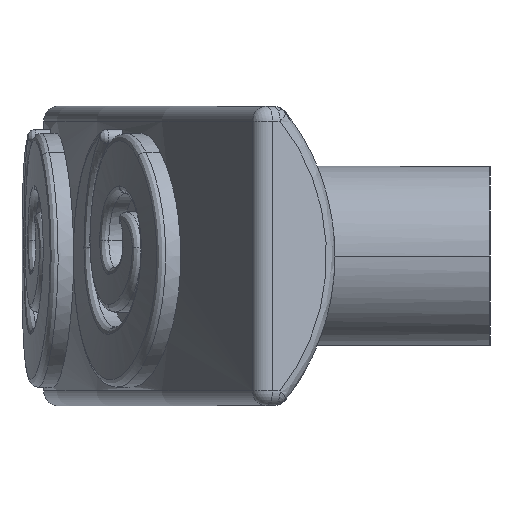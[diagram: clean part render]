
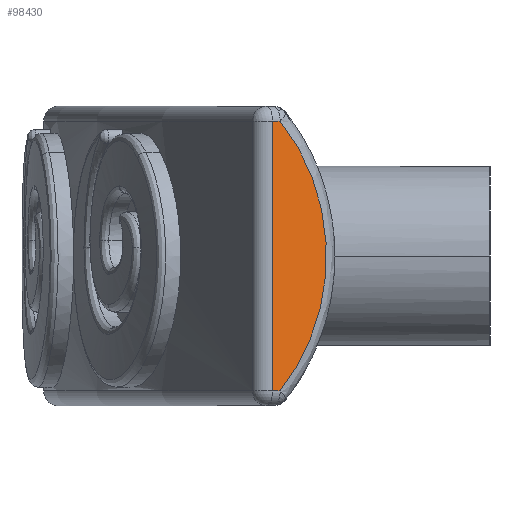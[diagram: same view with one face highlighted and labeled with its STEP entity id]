
A CAD part, left-side view. The second image highlights one B-rep face of the part: STEP entity #98430.
In plain terms, the highlighted planar face has unit normal (-0.899, -0.437, 0).
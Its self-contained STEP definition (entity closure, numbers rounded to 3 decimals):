
#97930=CARTESIAN_POINT('',(0.,-113.2,-12.)
);
#97940=DIRECTION('',(-0.899,-0.437,-0.));
#97950=DIRECTION('',(-0.437,0.899,0.));
#97960=AXIS2_PLACEMENT_3D('',#97930,#97940,#97950);
#97970=PLANE('',#97960);
#97980=CARTESIAN_POINT('',(-61.816,14.01,
9.));
#97990=CARTESIAN_POINT('',(-61.507,13.376,
8.212));
#98000=CARTESIAN_POINT('',(-61.241,12.827,
7.343));
#98010=CARTESIAN_POINT('',(-60.79,11.899,
5.431));
#98020=CARTESIAN_POINT('',(-60.612,11.534,
4.388));
#98030=CARTESIAN_POINT('',(-60.373,11.042,
2.226));
#98040=CARTESIAN_POINT('',(-60.313,10.918,
1.115));
#98050=CARTESIAN_POINT('',(-60.313,10.918,
-1.115));
#98060=CARTESIAN_POINT('',(-60.373,11.042,
-2.226));
#98070=CARTESIAN_POINT('',(-60.612,11.534,
-4.388));
#98080=CARTESIAN_POINT('',(-60.79,11.899,
-5.431));
#98090=CARTESIAN_POINT('',(-61.241,12.827,
-7.343));
#98100=CARTESIAN_POINT('',(-61.507,13.376,
-8.212));
#98110=CARTESIAN_POINT('',(-61.816,14.01,
-9.));
#98120=B_SPLINE_CURVE_WITH_KNOTS('',3,(#97980,#97990,#98000,#98010,
#98020,#98030,#98040,#98050,#98060,#98070,#98080,#98090,#98100,#98110),
.UNSPECIFIED.,.F.,.F.,(4,2,2,2,2,2,4),(10.572,13.859
,17.324,20.788,24.253,27.718,
31.005),.UNSPECIFIED.);
#98130=CARTESIAN_POINT('',(-61.816,14.01,9.));
#98140=VERTEX_POINT('',#98130);
#98150=CARTESIAN_POINT('',(-61.816,14.01,
-9.));
#98160=VERTEX_POINT('',#98150);
#98170=EDGE_CURVE('',#98140,#98160,#98120,.T.);
#98180=ORIENTED_EDGE('',*,*,#98170,.F.);
#98190=CARTESIAN_POINT('',(-54.795,-0.437,-9.));
#98200=DIRECTION('',(-0.437,0.899,0.));
#98210=VECTOR('',#98200,1.);
#98220=LINE('',#98190,#98210);
#98230=CARTESIAN_POINT('',(-62.061,14.516,-9.));
#98240=VERTEX_POINT('',#98230);
#98250=EDGE_CURVE('',#98160,#98240,#98220,.T.);
#98260=ORIENTED_EDGE('',*,*,#98250,.F.);
#98270=CARTESIAN_POINT('',(-62.061,14.516,0.));
#98280=DIRECTION('',(0.,-0.,1.));
#98290=VECTOR('',#98280,1.);
#98300=LINE('',#98270,#98290);
#98310=CARTESIAN_POINT('',(-62.061,14.516,9.));
#98320=VERTEX_POINT('',#98310);
#98330=EDGE_CURVE('',#98240,#98320,#98300,.T.);
#98340=ORIENTED_EDGE('',*,*,#98330,.F.);
#98350=CARTESIAN_POINT('',(-54.795,-0.437,9.));
#98360=DIRECTION('',(0.437,-0.899,0.));
#98370=VECTOR('',#98360,1.);
#98380=LINE('',#98350,#98370);
#98390=EDGE_CURVE('',#98320,#98140,#98380,.T.);
#98400=ORIENTED_EDGE('',*,*,#98390,.F.);
#98410=EDGE_LOOP('',(#98400,#98340,#98260,#98180));
#98420=FACE_OUTER_BOUND('',#98410,.T.);
#98430=ADVANCED_FACE('',(#98420),#97970,.T.);
